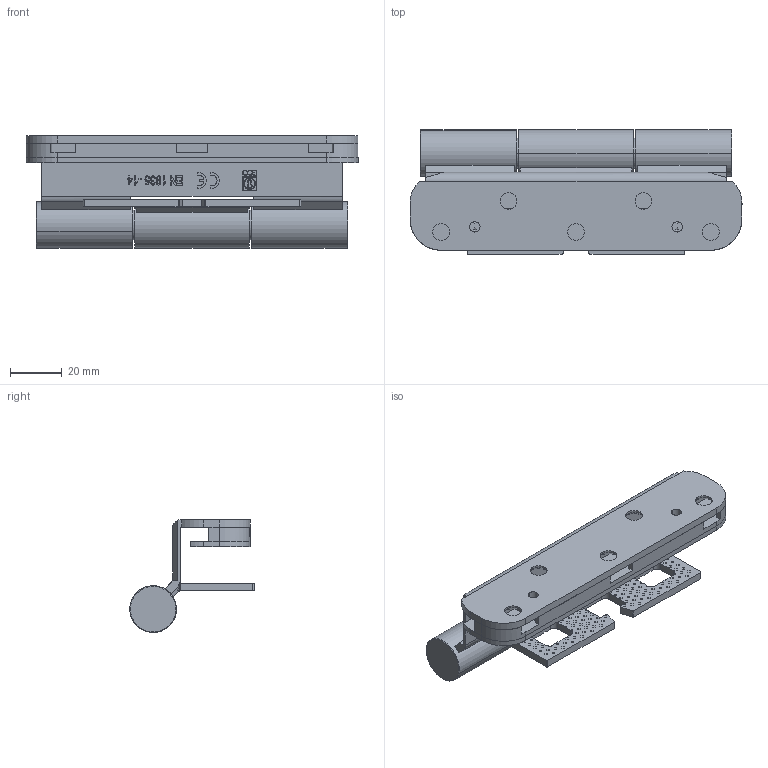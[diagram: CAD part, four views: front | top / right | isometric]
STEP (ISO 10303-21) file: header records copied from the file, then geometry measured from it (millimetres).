
FILE_DESCRIPTION (( 'STEP AP203' ), '1' );
FILE_NAME ('OBX-18-1532-120-LG-RC-A_D042-29431.STEP', '2022-05-03T10:26:06', ( '' ), ( '' ), 'SwSTEP 2.0', 'SolidWorks 2020', '' );
FILE_SCHEMA (( 'CONFIG_CONTROL_DESIGN' ));
Length unit declared in the file: millimetre
Products named in the file (10): DIN5401-III; D046-26581; D043-25258; D044-24252; B01572; D043-26582; D046-14312; OBX-18-1532-120-LG-RC-A_D042-29431; D044-14308; D043-24287
Assembly tree (13 placements, depth 2):
  OBX-18-1532-120-LG-RC-A_D042-29431
    D043-24287
    D043-25258
    D044-14308  x2
    D044-24252
    B01572  x2
    D046-14312  x2
    DIN5401-III  x2
    D046-26581
    D043-26582
Bounding box: 128 x 48 x 43.5 mm (x, y, z)
Volume: 65337.5 mm3; surface area: 46316.7 mm2
Topology: 13 solids, 13 shells, 1925 faces, 4244 edges, 2704 vertices
Faces by surface type: plane 1666, cylinder 154, bspline 55, cone 34, sphere 12, torus 4
Entity records: 54325 total; most frequent: CARTESIAN_POINT 11897, ORIENTED_EDGE 8278, DIRECTION 7970, EDGE_CURVE 4139, VECTOR 3674, LINE 3674, VERTEX_POINT 2636, EDGE_LOOP 2267
